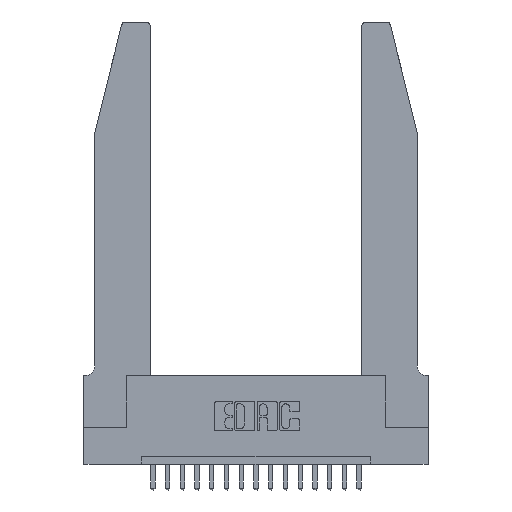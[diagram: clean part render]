
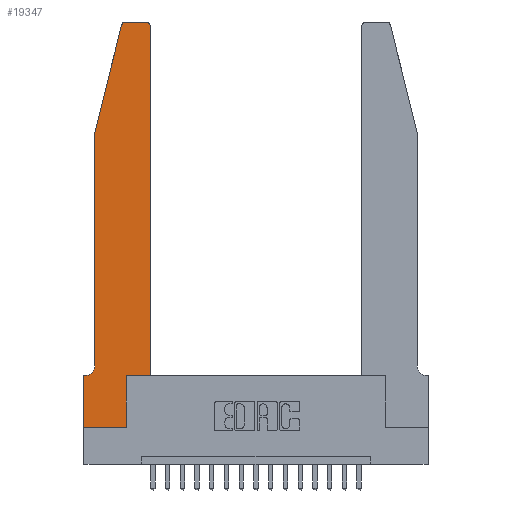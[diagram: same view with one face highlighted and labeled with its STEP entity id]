
A CAD part, top view. The second image highlights one B-rep face of the part: STEP entity #19347.
In plain terms, the highlighted planar face has unit normal (0, 0, 1).
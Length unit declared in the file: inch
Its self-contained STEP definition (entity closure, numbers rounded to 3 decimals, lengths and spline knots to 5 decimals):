
#27 = VECTOR ( 'NONE', #17142, 39.37008 ) ;
#64 = CARTESIAN_POINT ( 'NONE',  ( 0.0055, 0.42, 0.37 ) ) ;
#355 = VECTOR ( 'NONE', #2354, 39.37008 ) ;
#881 = EDGE_CURVE ( 'NONE', #9161, #11229, #4424, .T. ) ;
#1121 = CARTESIAN_POINT ( 'NONE',  ( 0.2865, 0., 0.37 ) ) ;
#1213 = AXIS2_PLACEMENT_3D ( 'NONE', #4397, #16665, #18038 ) ;
#1873 = EDGE_CURVE ( 'NONE', #13134, #18643, #16645, .T. ) ;
#1945 = PLANE ( 'NONE',  #9906 ) ;
#2111 = ORIENTED_EDGE ( 'NONE', *, *, #1873, .T. ) ;
#2354 = DIRECTION ( 'NONE',  ( -0.239, -0.971, 0. ) ) ;
#2473 = CARTESIAN_POINT ( 'NONE',  ( 0.284, 2.72, 0.37 ) ) ;
#2912 = ORIENTED_EDGE ( 'NONE', *, *, #10469, .T. ) ;
#3167 = EDGE_CURVE ( 'NONE', #12449, #13134, #7465, .T. ) ;
#3399 = LINE ( 'NONE', #16530, #12498 ) ;
#3548 = EDGE_CURVE ( 'NONE', #6918, #11885, #13208, .T. ) ;
#3951 = CARTESIAN_POINT ( 'NONE',  ( 0.4505, 0.35, 0.37 ) ) ;
#4018 = DIRECTION ( 'NONE',  ( 0., 0., 1. ) ) ;
#4142 = CARTESIAN_POINT ( 'NONE',  ( 0., 0., 0.37 ) ) ;
#4154 = LINE ( 'NONE', #4471, #18500 ) ;
#4197 = DIRECTION ( 'NONE',  ( 1., 0., 0. ) ) ;
#4397 = CARTESIAN_POINT ( 'NONE',  ( 0.4205, 2.72, 0.37 ) ) ;
#4424 = LINE ( 'NONE', #4142, #16908 ) ;
#4445 = VECTOR ( 'NONE', #7172, 39.37008 ) ;
#4471 = CARTESIAN_POINT ( 'NONE',  ( 0.0755, 2., 0.37 ) ) ;
#4628 = ORIENTED_EDGE ( 'NONE', *, *, #881, .T. ) ;
#5399 = DIRECTION ( 'NONE',  ( 1., 0., 0. ) ) ;
#5507 = ORIENTED_EDGE ( 'NONE', *, *, #11493, .T. ) ;
#5640 = AXIS2_PLACEMENT_3D ( 'NONE', #64, #18552, #7641 ) ;
#6109 = CARTESIAN_POINT ( 'NONE',  ( 0., 0.35, 0.37 ) ) ;
#6514 = EDGE_CURVE ( 'NONE', #6698, #16743, #16225, .T. ) ;
#6698 = VERTEX_POINT ( 'NONE', #14279 ) ;
#6882 = CARTESIAN_POINT ( 'NONE',  ( 0.0755, 2., 0.37 ) ) ;
#6918 = VERTEX_POINT ( 'NONE', #19598 ) ;
#7172 = DIRECTION ( 'NONE',  ( -1., 0., 0. ) ) ;
#7465 = CIRCLE ( 'NONE', #10215, 0.03 ) ;
#7498 = FACE_OUTER_BOUND ( 'NONE', #9647, .T. ) ;
#7518 = CARTESIAN_POINT ( 'NONE',  ( 0.4205, 2.75, 0.37 ) ) ;
#7641 = DIRECTION ( 'NONE',  ( -1., 0., 0. ) ) ;
#7873 = ORIENTED_EDGE ( 'NONE', *, *, #17034, .T. ) ;
#7943 = EDGE_CURVE ( 'NONE', #8985, #9161, #10882, .T. ) ;
#8025 = VECTOR ( 'NONE', #19579, 39.37008 ) ;
#8211 = CARTESIAN_POINT ( 'NONE',  ( 0.25487, 2.72718, 0.37 ) ) ;
#8358 = VERTEX_POINT ( 'NONE', #14388 ) ;
#8671 = CARTESIAN_POINT ( 'NONE',  ( 0.2605, 2.75, 0.37 ) ) ;
#8854 = ORIENTED_EDGE ( 'NONE', *, *, #6514, .T. ) ;
#8985 = VERTEX_POINT ( 'NONE', #6109 ) ;
#9161 = VERTEX_POINT ( 'NONE', #11050 ) ;
#9335 = ORIENTED_EDGE ( 'NONE', *, *, #7943, .T. ) ;
#9345 = CARTESIAN_POINT ( 'NONE',  ( 0.0755, 0.35, 0.37 ) ) ;
#9455 = CARTESIAN_POINT ( 'NONE',  ( 0.0755, 2., 0.37 ) ) ;
#9615 = EDGE_CURVE ( 'NONE', #18643, #6918, #4154, .T. ) ;
#9647 = EDGE_LOOP ( 'NONE', ( #14156, #15920, #2111, #19670, #19544, #16141, #9335, #4628, #2912, #5507, #7873, #8854 ) ) ;
#9906 = AXIS2_PLACEMENT_3D ( 'NONE', #17214, #14010, #15742 ) ;
#10215 = AXIS2_PLACEMENT_3D ( 'NONE', #2473, #4018, #5399 ) ;
#10469 = EDGE_CURVE ( 'NONE', #11229, #8358, #3399, .T. ) ;
#10584 = DIRECTION ( 'NONE',  ( 0., 1., 0. ) ) ;
#10882 = LINE ( 'NONE', #11711, #8025 ) ;
#11050 = CARTESIAN_POINT ( 'NONE',  ( 0., 0., 0.37 ) ) ;
#11187 = LINE ( 'NONE', #11215, #14850 ) ;
#11215 = CARTESIAN_POINT ( 'NONE',  ( 0.4505, 0.35, 0.37 ) ) ;
#11229 = VERTEX_POINT ( 'NONE', #1121 ) ;
#11493 = EDGE_CURVE ( 'NONE', #8358, #12196, #16791, .T. ) ;
#11711 = CARTESIAN_POINT ( 'NONE',  ( 0., 0., 0.37 ) ) ;
#11885 = VERTEX_POINT ( 'NONE', #17740 ) ;
#12196 = VERTEX_POINT ( 'NONE', #3951 ) ;
#12449 = VERTEX_POINT ( 'NONE', #16338 ) ;
#12498 = VECTOR ( 'NONE', #10584, 39.37008 ) ;
#12593 = LINE ( 'NONE', #8671, #4445 ) ;
#12922 = EDGE_CURVE ( 'NONE', #11885, #8985, #17863, .T. ) ;
#13115 = DIRECTION ( 'NONE',  ( 0., 1., 0. ) ) ;
#13134 = VERTEX_POINT ( 'NONE', #8211 ) ;
#13208 = CIRCLE ( 'NONE', #5640, 0.07 ) ;
#13293 = EDGE_CURVE ( 'NONE', #16743, #12449, #12593, .T. ) ;
#13309 = VECTOR ( 'NONE', #15295, 39.37008 ) ;
#14010 = DIRECTION ( 'NONE',  ( 0., 0., 1. ) ) ;
#14156 = ORIENTED_EDGE ( 'NONE', *, *, #13293, .T. ) ;
#14279 = CARTESIAN_POINT ( 'NONE',  ( 0.4505, 2.72, 0.37 ) ) ;
#14388 = CARTESIAN_POINT ( 'NONE',  ( 0.2865, 0.35, 0.37 ) ) ;
#14850 = VECTOR ( 'NONE', #13115, 39.37008 ) ;
#15295 = DIRECTION ( 'NONE',  ( -1., 0., 0. ) ) ;
#15742 = DIRECTION ( 'NONE',  ( 1., 0., 0. ) ) ;
#15920 = ORIENTED_EDGE ( 'NONE', *, *, #3167, .T. ) ;
#16141 = ORIENTED_EDGE ( 'NONE', *, *, #12922, .T. ) ;
#16217 = CARTESIAN_POINT ( 'NONE',  ( 0.4505, 0.35, 0.37 ) ) ;
#16225 = CIRCLE ( 'NONE', #1213, 0.03 ) ;
#16338 = CARTESIAN_POINT ( 'NONE',  ( 0.284, 2.75, 0.37 ) ) ;
#16530 = CARTESIAN_POINT ( 'NONE',  ( 0.2865, 0.35, 0.37 ) ) ;
#16645 = LINE ( 'NONE', #6882, #355 ) ;
#16665 = DIRECTION ( 'NONE',  ( 0., 0., 1. ) ) ;
#16743 = VERTEX_POINT ( 'NONE', #7518 ) ;
#16750 = DIRECTION ( 'NONE',  ( 0., -1., 0. ) ) ;
#16791 = LINE ( 'NONE', #16217, #27 ) ;
#16908 = VECTOR ( 'NONE', #4197, 39.37008 ) ;
#17034 = EDGE_CURVE ( 'NONE', #12196, #6698, #11187, .T. ) ;
#17142 = DIRECTION ( 'NONE',  ( 1., 0., 0. ) ) ;
#17214 = CARTESIAN_POINT ( 'NONE',  ( 0., 0.35, 0.37 ) ) ;
#17740 = CARTESIAN_POINT ( 'NONE',  ( 0.0055, 0.35, 0.37 ) ) ;
#17863 = LINE ( 'NONE', #9345, #13309 ) ;
#18038 = DIRECTION ( 'NONE',  ( 1., 0., 0. ) ) ;
#18500 = VECTOR ( 'NONE', #16750, 39.37008 ) ;
#18552 = DIRECTION ( 'NONE',  ( 0., 0., -1. ) ) ;
#18643 = VERTEX_POINT ( 'NONE', #9455 ) ;
#19347 = ADVANCED_FACE ( 'NONE', ( #7498 ), #1945, .T. ) ;
#19544 = ORIENTED_EDGE ( 'NONE', *, *, #3548, .T. ) ;
#19579 = DIRECTION ( 'NONE',  ( 0., -1., 0. ) ) ;
#19598 = CARTESIAN_POINT ( 'NONE',  ( 0.0755, 0.42, 0.37 ) ) ;
#19670 = ORIENTED_EDGE ( 'NONE', *, *, #9615, .T. ) ;
